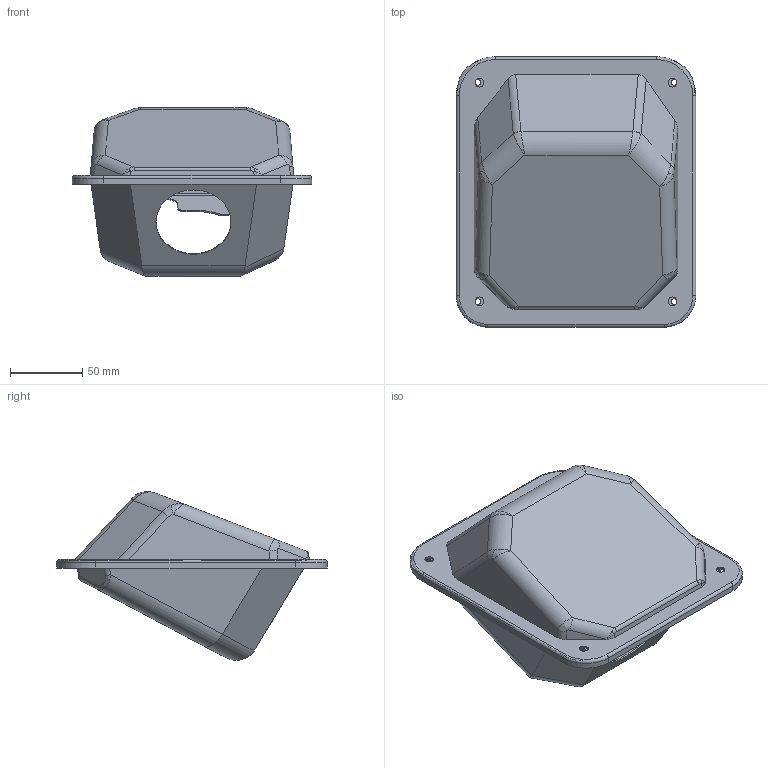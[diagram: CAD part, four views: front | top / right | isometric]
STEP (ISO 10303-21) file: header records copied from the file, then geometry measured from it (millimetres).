
FILE_DESCRIPTION (( 'STEP AP214' ), '1' );
FILE_NAME ('MTADP-JBOX-210.STEP', '2020-07-08T11:27:00', ( '' ), ( '' ), 'SwSTEP 2.0', 'SolidWorks 2017', '' );
FILE_SCHEMA (( 'AUTOMOTIVE_DESIGN' ));
Length unit declared in the file: inch
Products named in the file (1): MTADP-JBOX-210
Bounding box: 166 x 187.5 x 116.86 mm (x, y, z)
Volume: 81222.5 mm3; surface area: 164387.5 mm2
Topology: 2 solids, 2 shells, 277 faces, 712 edges, 432 vertices
Faces by surface type: cylinder 123, plane 93, bspline 61
Entity records: 10536 total; most frequent: CARTESIAN_POINT 4224, ORIENTED_EDGE 1400, DIRECTION 1176, EDGE_CURVE 700, VERTEX_POINT 432, AXIS2_PLACEMENT_3D 399, LINE 378, VECTOR 378
